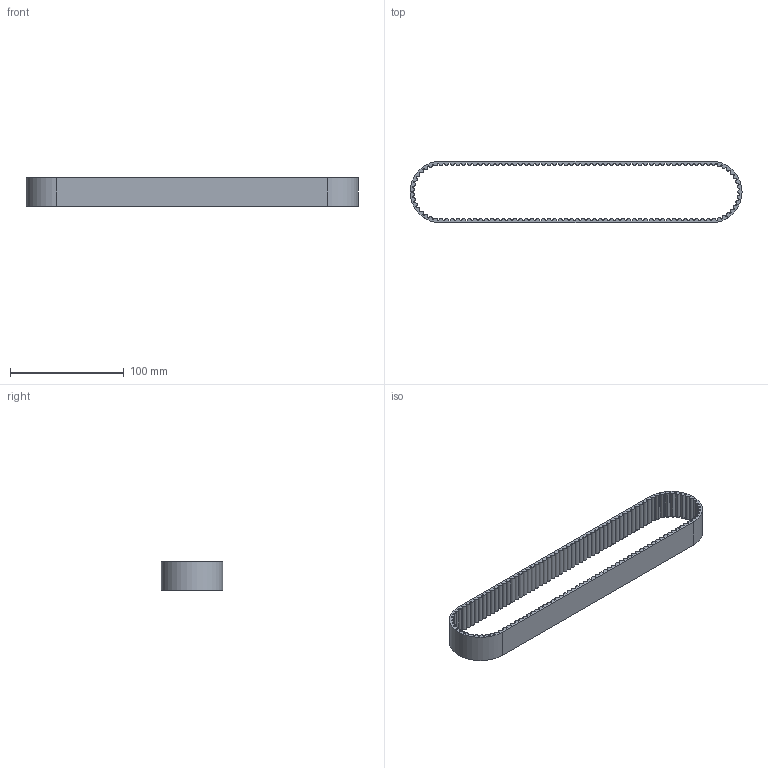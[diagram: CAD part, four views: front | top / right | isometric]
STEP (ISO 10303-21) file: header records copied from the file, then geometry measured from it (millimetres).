
FILE_DESCRIPTION((''),'2;1');
FILE_NAME('906007.ipt.stp','2010-09-05T12:30:28',(''),(''),'Autodesk Inventor 2010','Autodesk Inventor 2010','');
FILE_SCHEMA(('AUTOMOTIVE_DESIGN { 1 0 10303 214 1 1 1 1 }'));
Length unit declared in the file: millimetre
Products named in the file (1): 906007
Bounding box: 291.9 x 54.4 x 25 mm (x, y, z)
Volume: 47703 mm3; surface area: 43083.3 mm2
Topology: 1 solids, 1 shells, 297 faces, 885 edges, 590 vertices
Faces by surface type: cylinder 149, bspline 97, plane 51
Entity records: 10837 total; most frequent: CARTESIAN_POINT 2764, ORIENTED_EDGE 1770, DIRECTION 1685, EDGE_CURVE 885, AXIS2_PLACEMENT_3D 599, VERTEX_POINT 590, VECTOR 487, LINE 487
